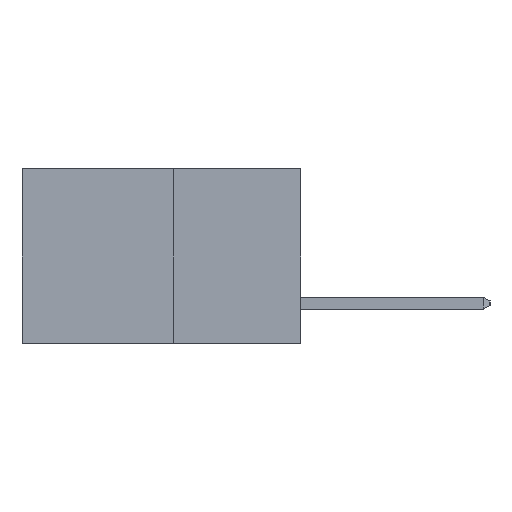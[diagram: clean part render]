
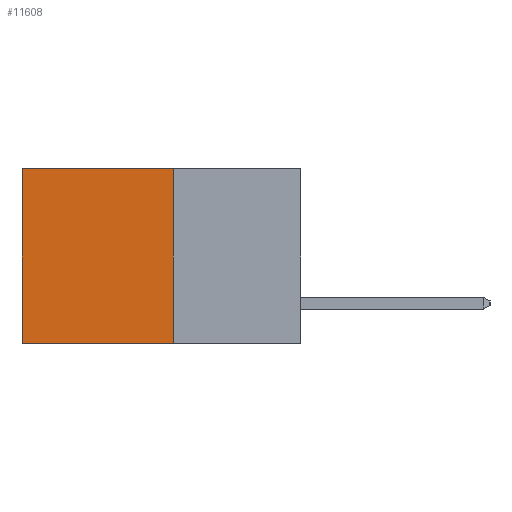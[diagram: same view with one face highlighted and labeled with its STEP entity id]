
A CAD part, left-side view. The second image highlights one B-rep face of the part: STEP entity #11608.
In plain terms, the highlighted planar face has unit normal (-1, 0, 0).
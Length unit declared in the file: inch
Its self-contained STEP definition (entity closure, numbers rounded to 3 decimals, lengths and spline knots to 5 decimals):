
#807 = LINE ( 'NONE', #10243, #13756 ) ;
#859 = FACE_OUTER_BOUND ( 'NONE', #2486, .T. ) ;
#1020 = DIRECTION ( 'NONE',  ( 0., 0., -1. ) ) ;
#1377 = EDGE_CURVE ( 'NONE', #2343, #9609, #9253, .T. ) ;
#2056 = VECTOR ( 'NONE', #5593, 39.37008 ) ;
#2343 = VERTEX_POINT ( 'NONE', #14638 ) ;
#2486 = EDGE_LOOP ( 'NONE', ( #7550, #7788, #7894, #7911 ) ) ;
#2607 = VECTOR ( 'NONE', #16049, 39.37008 ) ;
#3604 = VERTEX_POINT ( 'NONE', #8627 ) ;
#5470 = LINE ( 'NONE', #9265, #2056 ) ;
#5593 = DIRECTION ( 'NONE',  ( 0., 1., 0. ) ) ;
#5742 = DIRECTION ( 'NONE',  ( 0., 0., -1. ) ) ;
#5920 = EDGE_CURVE ( 'NONE', #9609, #3604, #807, .T. ) ;
#7427 = CARTESIAN_POINT ( 'NONE',  ( 0.277, 0.27, -0.37 ) ) ;
#7550 = ORIENTED_EDGE ( 'NONE', *, *, #15799, .T. ) ;
#7788 = ORIENTED_EDGE ( 'NONE', *, *, #5920, .F. ) ;
#7894 = ORIENTED_EDGE ( 'NONE', *, *, #1377, .F. ) ;
#7911 = ORIENTED_EDGE ( 'NONE', *, *, #14009, .T. ) ;
#8627 = CARTESIAN_POINT ( 'NONE',  ( 0.277, 0.59, -0.37 ) ) ;
#8629 = DIRECTION ( 'NONE',  ( 1., 0., 0. ) ) ;
#9253 = LINE ( 'NONE', #15662, #2607 ) ;
#9265 = CARTESIAN_POINT ( 'NONE',  ( 0.277, 0.27, 0. ) ) ;
#9393 = CARTESIAN_POINT ( 'NONE',  ( 0.277, 0.59, -0.37 ) ) ;
#9485 = VERTEX_POINT ( 'NONE', #12480 ) ;
#9609 = VERTEX_POINT ( 'NONE', #13829 ) ;
#10033 = AXIS2_PLACEMENT_3D ( 'NONE', #7427, #8629, #1020 ) ;
#10243 = CARTESIAN_POINT ( 'NONE',  ( 0.277, 0.27, -0.37 ) ) ;
#10256 = VECTOR ( 'NONE', #5742, 39.37008 ) ;
#10267 = DIRECTION ( 'NONE',  ( 0., 1., 0. ) ) ;
#11608 = ADVANCED_FACE ( 'NONE', ( #859 ), #15791, .F. ) ;
#12480 = CARTESIAN_POINT ( 'NONE',  ( 0.277, 0.59, 0. ) ) ;
#13528 = LINE ( 'NONE', #9393, #10256 ) ;
#13756 = VECTOR ( 'NONE', #10267, 39.37008 ) ;
#13829 = CARTESIAN_POINT ( 'NONE',  ( 0.277, 0.27, -0.37 ) ) ;
#14009 = EDGE_CURVE ( 'NONE', #2343, #9485, #5470, .T. ) ;
#14638 = CARTESIAN_POINT ( 'NONE',  ( 0.277, 0.27, 0. ) ) ;
#15662 = CARTESIAN_POINT ( 'NONE',  ( 0.277, 0.27, -0.37 ) ) ;
#15791 = PLANE ( 'NONE',  #10033 ) ;
#15799 = EDGE_CURVE ( 'NONE', #9485, #3604, #13528, .T. ) ;
#16049 = DIRECTION ( 'NONE',  ( 0., 0., -1. ) ) ;
